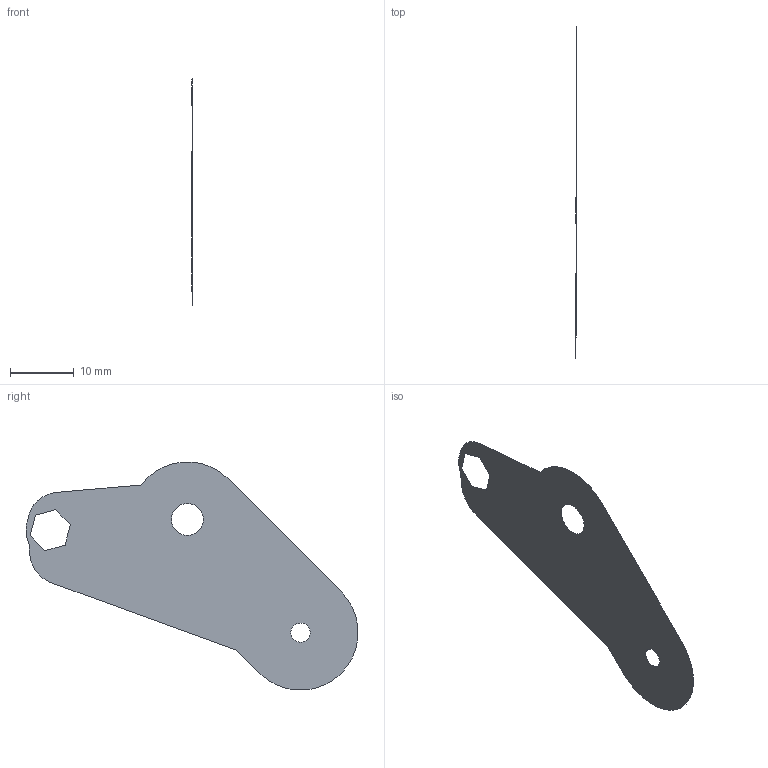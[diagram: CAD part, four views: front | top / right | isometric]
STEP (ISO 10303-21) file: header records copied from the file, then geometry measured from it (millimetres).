
FILE_DESCRIPTION (( 'STEP AP203' ), '1' );
FILE_NAME ('EE_Right_Default_sldprt.STEP', '2025-10-24T18:05:48', ( '' ), ( '' ), 'SwSTEP 2.0', 'SolidWorks 2024', '' );
FILE_SCHEMA (( 'CONFIG_CONTROL_DESIGN' ));
Length unit declared in the file: millimetre
Products named in the file (1): EE_Right_Default_sldprt
Bounding box: 0 x 51.85 x 35.62 mm (x, y, z)
Surface area: 990.9 mm2 (no closed solid volume)
Topology: 0 solids, 1 shells, 1 faces, 19 edges, 19 vertices
Faces by surface type: plane 1
Entity records: 257 total; most frequent: CARTESIAN_POINT 43, DIRECTION 28, EDGE_CURVE 19, VERTEX_POINT 19, ORIENTED_EDGE 19, LINE 12, VECTOR 12, PERSON_AND_ORGANIZATION 8
